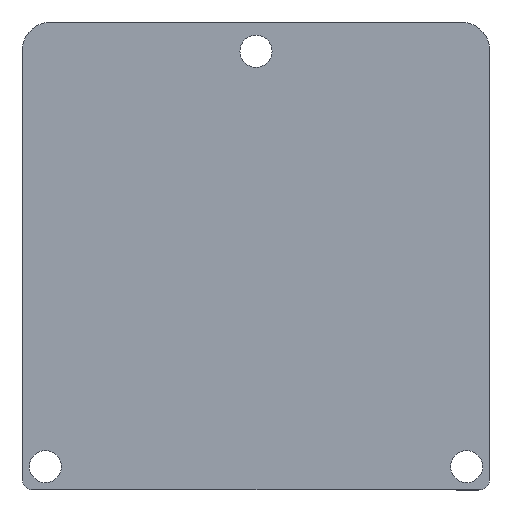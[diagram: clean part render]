
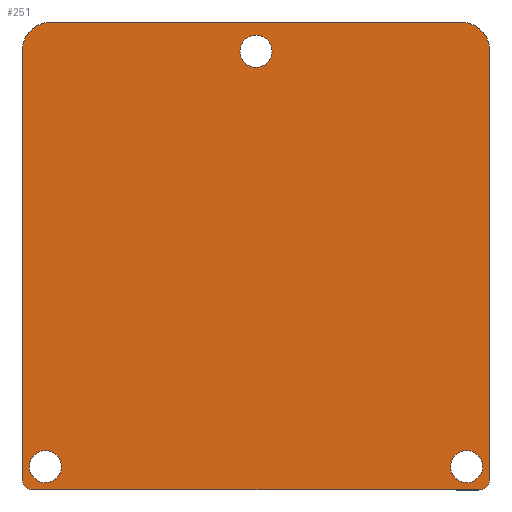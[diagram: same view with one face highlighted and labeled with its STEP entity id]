
A CAD part, top view. The second image highlights one B-rep face of the part: STEP entity #251.
In plain terms, the highlighted planar face has unit normal (0, 0, 1).
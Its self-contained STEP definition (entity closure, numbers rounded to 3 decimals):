
#18=FACE_BOUND('',#56,.T.);
#19=FACE_BOUND('',#57,.T.);
#20=FACE_BOUND('',#58,.T.);
#26=PLANE('',#298);
#39=FACE_OUTER_BOUND('',#55,.T.);
#55=EDGE_LOOP('',(#221,#222,#223,#224,#225,#226,#227,#228));
#56=EDGE_LOOP('',(#229));
#57=EDGE_LOOP('',(#230));
#58=EDGE_LOOP('',(#231));
#68=LINE('',#418,#87);
#71=LINE('',#426,#90);
#74=LINE('',#434,#93);
#77=LINE('',#441,#96);
#87=VECTOR('',#344,10.);
#90=VECTOR('',#353,10.);
#93=VECTOR('',#362,10.);
#96=VECTOR('',#371,10.);
#98=CIRCLE('',#274,2.75);
#100=CIRCLE('',#277,2.75);
#102=CIRCLE('',#280,2.75);
#107=CIRCLE('',#287,2.);
#108=CIRCLE('',#290,2.);
#109=CIRCLE('',#293,5.);
#110=CIRCLE('',#296,5.);
#112=VERTEX_POINT('',#378);
#114=VERTEX_POINT('',#384);
#116=VERTEX_POINT('',#390);
#125=VERTEX_POINT('',#411);
#126=VERTEX_POINT('',#413);
#127=VERTEX_POINT('',#417);
#128=VERTEX_POINT('',#421);
#129=VERTEX_POINT('',#425);
#130=VERTEX_POINT('',#429);
#131=VERTEX_POINT('',#433);
#132=VERTEX_POINT('',#437);
#135=EDGE_CURVE('',#112,#112,#98,.T.);
#138=EDGE_CURVE('',#114,#114,#100,.T.);
#141=EDGE_CURVE('',#116,#116,#102,.T.);
#151=EDGE_CURVE('',#126,#125,#107,.T.);
#153=EDGE_CURVE('',#127,#126,#68,.T.);
#155=EDGE_CURVE('',#128,#127,#108,.T.);
#157=EDGE_CURVE('',#129,#128,#71,.T.);
#159=EDGE_CURVE('',#130,#129,#109,.T.);
#161=EDGE_CURVE('',#131,#130,#74,.T.);
#163=EDGE_CURVE('',#132,#131,#110,.T.);
#165=EDGE_CURVE('',#125,#132,#77,.T.);
#221=ORIENTED_EDGE('',*,*,#165,.T.);
#222=ORIENTED_EDGE('',*,*,#163,.T.);
#223=ORIENTED_EDGE('',*,*,#161,.T.);
#224=ORIENTED_EDGE('',*,*,#159,.T.);
#225=ORIENTED_EDGE('',*,*,#157,.T.);
#226=ORIENTED_EDGE('',*,*,#155,.T.);
#227=ORIENTED_EDGE('',*,*,#153,.T.);
#228=ORIENTED_EDGE('',*,*,#151,.T.);
#229=ORIENTED_EDGE('',*,*,#135,.T.);
#230=ORIENTED_EDGE('',*,*,#138,.T.);
#231=ORIENTED_EDGE('',*,*,#141,.T.);
#251=ADVANCED_FACE('',(#39,#18,#19,#20),#26,.T.);
#274=AXIS2_PLACEMENT_3D('',#380,#306,#307);
#277=AXIS2_PLACEMENT_3D('',#386,#313,#314);
#280=AXIS2_PLACEMENT_3D('',#392,#320,#321);
#287=AXIS2_PLACEMENT_3D('',#414,#339,#340);
#290=AXIS2_PLACEMENT_3D('',#422,#348,#349);
#293=AXIS2_PLACEMENT_3D('',#430,#357,#358);
#296=AXIS2_PLACEMENT_3D('',#438,#366,#367);
#298=AXIS2_PLACEMENT_3D('',#442,#372,#373);
#306=DIRECTION('center_axis',(0.,0.,-1.));
#307=DIRECTION('ref_axis',(-1.,0.,0.));
#313=DIRECTION('center_axis',(0.,0.,-1.));
#314=DIRECTION('ref_axis',(-1.,0.,0.));
#320=DIRECTION('center_axis',(0.,0.,-1.));
#321=DIRECTION('ref_axis',(-1.,0.,0.));
#339=DIRECTION('center_axis',(0.,0.,1.));
#340=DIRECTION('ref_axis',(0.,1.,0.));
#344=DIRECTION('',(1.,0.,0.));
#348=DIRECTION('center_axis',(0.,0.,1.));
#349=DIRECTION('ref_axis',(1.,0.,0.));
#353=DIRECTION('',(0.,-1.,0.));
#357=DIRECTION('center_axis',(0.,0.,1.));
#358=DIRECTION('ref_axis',(0.,-1.,0.));
#362=DIRECTION('',(-1.,0.,0.));
#366=DIRECTION('center_axis',(0.,0.,1.));
#367=DIRECTION('ref_axis',(-1.,0.,0.));
#371=DIRECTION('',(0.,1.,0.));
#372=DIRECTION('center_axis',(0.,0.,1.));
#373=DIRECTION('ref_axis',(1.,0.,0.));
#378=CARTESIAN_POINT('',(38.75,-34.5,1.));
#380=CARTESIAN_POINT('Origin',(36.,-34.5,1.));
#384=CARTESIAN_POINT('',(2.75,36.5,1.));
#386=CARTESIAN_POINT('Origin',(0.,36.5,1.));
#390=CARTESIAN_POINT('',(-33.25,-34.5,1.));
#392=CARTESIAN_POINT('Origin',(-36.,-34.5,1.));
#411=CARTESIAN_POINT('',(40.,-36.5,1.));
#413=CARTESIAN_POINT('',(38.,-38.5,1.));
#414=CARTESIAN_POINT('Origin',(38.,-36.5,1.));
#417=CARTESIAN_POINT('',(-38.,-38.5,1.));
#418=CARTESIAN_POINT('',(38.,-38.5,1.));
#421=CARTESIAN_POINT('',(-40.,-36.5,1.));
#422=CARTESIAN_POINT('Origin',(-38.,-36.5,1.));
#425=CARTESIAN_POINT('',(-40.,36.5,1.));
#426=CARTESIAN_POINT('',(-40.,-36.5,1.));
#429=CARTESIAN_POINT('',(-35.,41.5,1.));
#430=CARTESIAN_POINT('Origin',(-35.,36.5,1.));
#433=CARTESIAN_POINT('',(35.,41.5,1.));
#434=CARTESIAN_POINT('',(-35.,41.5,1.));
#437=CARTESIAN_POINT('',(40.,36.5,1.));
#438=CARTESIAN_POINT('Origin',(35.,36.5,1.));
#441=CARTESIAN_POINT('',(40.,36.5,1.));
#442=CARTESIAN_POINT('Origin',(0.,0.87,
1.));
